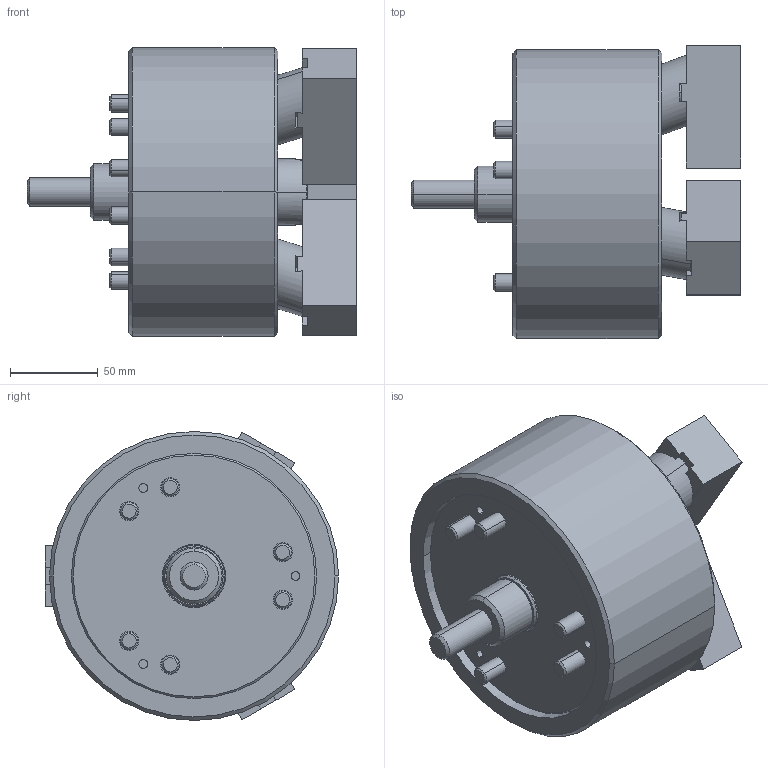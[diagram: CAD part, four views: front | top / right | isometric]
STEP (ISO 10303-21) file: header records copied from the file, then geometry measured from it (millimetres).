
FILE_DESCRIPTION (( 'STEP AP203' ), '1' );
FILE_NAME ('CF-3D-06.STEP', '2020-05-06T01:29:37', ( '' ), ( '' ), 'SwSTEP 2.0', 'SolidWorks 2016', '' );
FILE_SCHEMA (( 'CONFIG_CONTROL_DESIGN' ));
Length unit declared in the file: millimetre
Products named in the file (12): 圓頭內六角螺栓_M4x8; 圓頭內六角螺栓_M10x85; CF-3D-06; CF-3D-06-0100G; CF-3D-06-02000; CF-3D-06-03000; CF-3D-06-04000; CF-3D-06-05000; CF-3P-06-06000; CF-3D-06-09000; CF-3D-06-06000; 圓頭內六角螺栓_M14x25
Assembly tree (24 placements, depth 2):
  CF-3D-06
    CF-3D-06-0100G
    CF-3D-06-02000
    CF-3D-06-03000  x3
    CF-3D-06-04000
    CF-3D-06-05000
    CF-3P-06-06000
    CF-3D-06-09000
    CF-3D-06-06000  x3
    圓頭內六角螺栓_M14x25  x3
    圓頭內六角螺栓_M4x8  x3
    圓頭內六角螺栓_M10x85  x6
Bounding box: 188 x 167.32 x 165 mm (x, y, z)
Volume: 1998425.7 mm3; surface area: 283075.7 mm2
Topology: 24 solids, 24 shells, 700 faces, 1650 edges, 1010 vertices
Faces by surface type: plane 350, cylinder 206, cone 142, torus 2
Entity records: 12036 total; most frequent: DIRECTION 1968, CARTESIAN_POINT 1817, ORIENTED_EDGE 1640, EDGE_CURVE 820, AXIS2_PLACEMENT_3D 782, VERTEX_POINT 519, EDGE_LOOP 455, VECTOR 404
